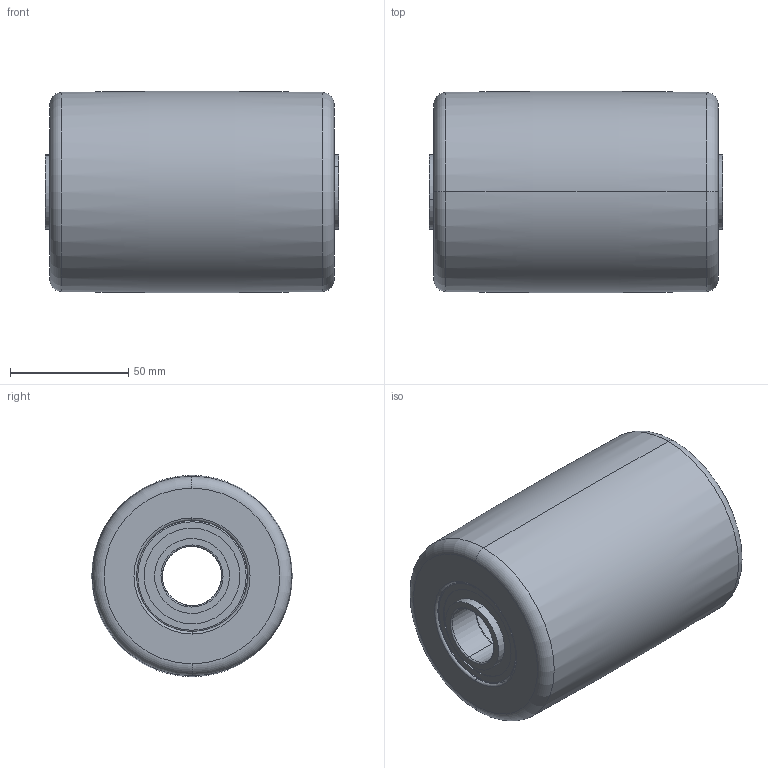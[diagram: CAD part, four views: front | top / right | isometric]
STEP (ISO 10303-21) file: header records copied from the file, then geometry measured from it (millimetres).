
FILE_DESCRIPTION (( 'STEP AP214' ), '1' );
FILE_NAME ('0035290.step', '2022-01-11T11:43:02', ( '' ), ( '' ), 'SwSTEP 2.0', 'SolidWorks 2020', '' );
FILE_SCHEMA (( 'AUTOMOTIVE_DESIGN' ));
Length unit declared in the file: millimetre
Products named in the file (1): 0035290
Bounding box: 124 x 84.9 x 84.91 mm (x, y, z)
Surface area: 60320.1 mm2 (no closed solid volume)
Topology: 0 solids, 4 shells, 48 faces, 104 edges, 64 vertices
Faces by surface type: torus 22, cylinder 18, plane 8
Entity records: 1888 total; most frequent: DIRECTION 288, CARTESIAN_POINT 217, ORIENTED_EDGE 192, AXIS2_PLACEMENT_3D 135, EDGE_CURVE 104, CIRCLE 86, VERTEX_POINT 64, EDGE_LOOP 56
